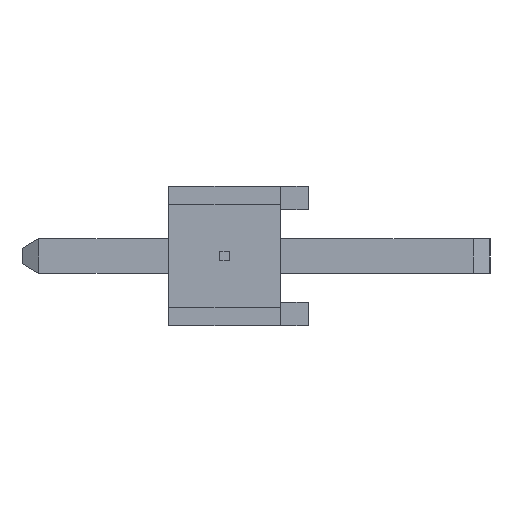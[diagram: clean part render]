
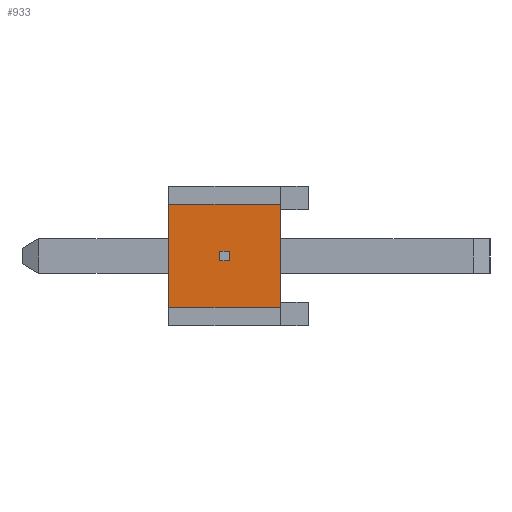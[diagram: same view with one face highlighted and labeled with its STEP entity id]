
A CAD part, left-side view. The second image highlights one B-rep face of the part: STEP entity #933.
In plain terms, the highlighted planar face has unit normal (-1, 0, 0).
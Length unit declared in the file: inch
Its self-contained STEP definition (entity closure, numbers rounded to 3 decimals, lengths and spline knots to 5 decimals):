
#933 = ADVANCED_FACE( '', ( #2032, #2033 ), #2034, .F. );
#2032 = FACE_BOUND( '', #3300, .T. );
#2033 = FACE_OUTER_BOUND( '', #3301, .T. );
#2034 = PLANE( '', #3302 );
#3300 = EDGE_LOOP( '', ( #5931, #5932, #5933, #5934 ) );
#3301 = EDGE_LOOP( '', ( #5935, #5936, #5937, #5938 ) );
#3302 = AXIS2_PLACEMENT_3D( '', #5939, #5940, #5941 );
#5931 = ORIENTED_EDGE( '', *, *, #8622, .F. );
#5932 = ORIENTED_EDGE( '', *, *, #8623, .F. );
#5933 = ORIENTED_EDGE( '', *, *, #8624, .F. );
#5934 = ORIENTED_EDGE( '', *, *, #8625, .F. );
#5935 = ORIENTED_EDGE( '', *, *, #8626, .F. );
#5936 = ORIENTED_EDGE( '', *, *, #7992, .F. );
#5937 = ORIENTED_EDGE( '', *, *, #8451, .F. );
#5938 = ORIENTED_EDGE( '', *, *, #8492, .F. );
#5939 = CARTESIAN_POINT( '', ( -0.392, 0., 0. ) );
#5940 = DIRECTION( '', ( 1., 0., 0. ) );
#5941 = DIRECTION( '', ( 0., 0., -1. ) );
#7992 = EDGE_CURVE( '', #9756, #9757, #9758, .T. );
#8451 = EDGE_CURVE( '', #10430, #9756, #10431, .T. );
#8492 = EDGE_CURVE( '', #10491, #10430, #10493, .T. );
#8622 = EDGE_CURVE( '', #10663, #10664, #10665, .T. );
#8623 = EDGE_CURVE( '', #10666, #10663, #10667, .T. );
#8624 = EDGE_CURVE( '', #10668, #10666, #10669, .T. );
#8625 = EDGE_CURVE( '', #10664, #10668, #10670, .T. );
#8626 = EDGE_CURVE( '', #9757, #10491, #10671, .T. );
#9756 = VERTEX_POINT( '', #12216 );
#9757 = VERTEX_POINT( '', #12217 );
#9758 = LINE( '', #12218, #12219 );
#10430 = VERTEX_POINT( '', #13243 );
#10431 = LINE( '', #13244, #13245 );
#10491 = VERTEX_POINT( '', #13335 );
#10493 = LINE( '', #13338, #13339 );
#10663 = VERTEX_POINT( '', #13600 );
#10664 = VERTEX_POINT( '', #13601 );
#10665 = LINE( '', #13602, #13603 );
#10666 = VERTEX_POINT( '', #13604 );
#10667 = LINE( '', #13605, #13606 );
#10668 = VERTEX_POINT( '', #13607 );
#10669 = LINE( '', #13608, #13609 );
#10670 = LINE( '', #13610, #13611 );
#10671 = LINE( '', #13612, #13613 );
#12216 = CARTESIAN_POINT( '', ( -0.392, 0.1, 0.037 ) );
#12217 = CARTESIAN_POINT( '', ( -0.392, 0.02, 0.037 ) );
#12218 = CARTESIAN_POINT( '', ( -0.392, 0.1, 0.037 ) );
#12219 = VECTOR( '', #14615, 39.37008 );
#13243 = CARTESIAN_POINT( '', ( -0.392, 0.1, -0.037 ) );
#13244 = CARTESIAN_POINT( '', ( -0.392, 0.1, -0.037 ) );
#13245 = VECTOR( '', #14968, 39.37008 );
#13335 = CARTESIAN_POINT( '', ( -0.392, 0.02, -0.037 ) );
#13338 = CARTESIAN_POINT( '', ( -0.392, 0., -0.037 ) );
#13339 = VECTOR( '', #15000, 39.37008 );
#13600 = CARTESIAN_POINT( '', ( -0.392, 0.06353, 0.00339 ) );
#13601 = CARTESIAN_POINT( '', ( -0.392, 0.06353, -0.00339 ) );
#13602 = CARTESIAN_POINT( '', ( -0.392, 0.06353, 0. ) );
#13603 = VECTOR( '', #15092, 39.37008 );
#13604 = CARTESIAN_POINT( '', ( -0.392, 0.05647, 0.00339 ) );
#13605 = CARTESIAN_POINT( '', ( -0.392, 0., 0.00339 ) );
#13606 = VECTOR( '', #15093, 39.37008 );
#13607 = CARTESIAN_POINT( '', ( -0.392, 0.05647, -0.00339 ) );
#13608 = CARTESIAN_POINT( '', ( -0.392, 0.05647, 0. ) );
#13609 = VECTOR( '', #15094, 39.37008 );
#13610 = CARTESIAN_POINT( '', ( -0.392, 0., -0.00339 ) );
#13611 = VECTOR( '', #15095, 39.37008 );
#13612 = CARTESIAN_POINT( '', ( -0.392, 0.02, 0. ) );
#13613 = VECTOR( '', #15096, 39.37008 );
#14615 = DIRECTION( '', ( 0., -1., 0. ) );
#14968 = DIRECTION( '', ( 0., 0., 1. ) );
#15000 = DIRECTION( '', ( 0., 1., 0. ) );
#15092 = DIRECTION( '', ( 0., 0., -1. ) );
#15093 = DIRECTION( '', ( 0., 1., 0. ) );
#15094 = DIRECTION( '', ( 0., 0., 1. ) );
#15095 = DIRECTION( '', ( 0., -1., 0. ) );
#15096 = DIRECTION( '', ( 0., 0., -1. ) );
